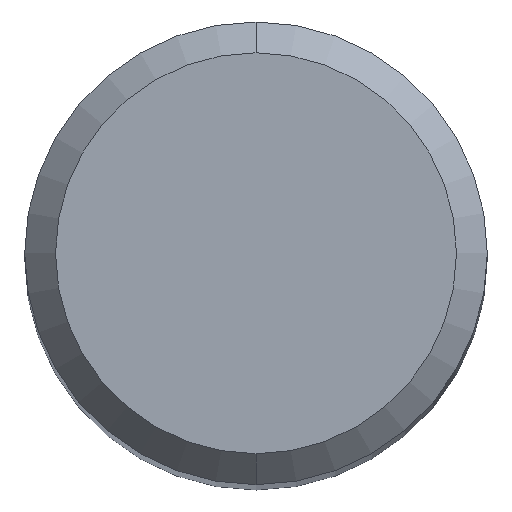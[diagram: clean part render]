
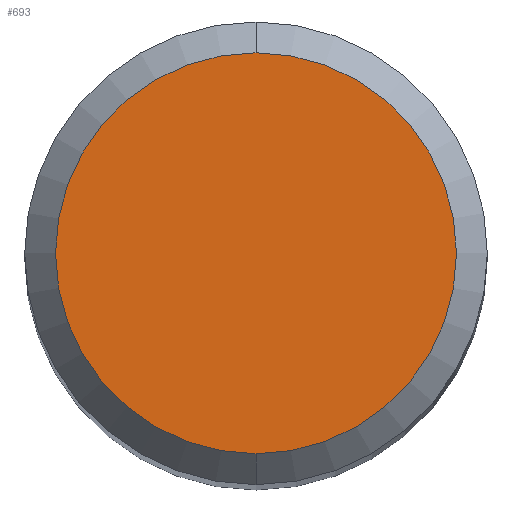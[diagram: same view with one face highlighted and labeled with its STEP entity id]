
A CAD part, top view. The second image highlights one B-rep face of the part: STEP entity #693.
In plain terms, the highlighted planar face has unit normal (0, 0, 1).
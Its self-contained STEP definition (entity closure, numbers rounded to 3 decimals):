
#491=VERTEX_POINT('',#1211);
#523=EDGE_CURVE('',#491,#587,#1245,.T.);
#529=EDGE_CURVE('',#587,#491,#1252,.T.);
#587=VERTEX_POINT('',#1312);
#693=ADVANCED_FACE('',(#1431),#1432,.T.);
#1211=CARTESIAN_POINT('',(0.0,2.6,0.0));
#1245=CIRCLE('',#2629,2.6);
#1252=CIRCLE('',#2637,2.6);
#1312=CARTESIAN_POINT('',(0.,-2.6,0.0));
#1431=FACE_OUTER_BOUND('',#3717,.T.);
#1432=PLANE('',#3718);
#2629=AXIS2_PLACEMENT_3D('',#6705,#6706,#6707);
#2637=AXIS2_PLACEMENT_3D('',#6716,#6717,#6718);
#3717=EDGE_LOOP('',(#6913,#6914));
#3718=AXIS2_PLACEMENT_3D('',#6915,#6916,#6917);
#6705=CARTESIAN_POINT('',(0.0,0.0,0.0));
#6706=DIRECTION('',(0.0,0.0,-1.0));
#6707=DIRECTION('',(0.0,1.0,0.0));
#6716=CARTESIAN_POINT('',(0.0,0.0,0.0));
#6717=DIRECTION('',(0.0,0.0,-1.0));
#6718=DIRECTION('',(0.0,1.0,0.0));
#6913=ORIENTED_EDGE('',*,*,#523,.F.);
#6914=ORIENTED_EDGE('',*,*,#529,.F.);
#6915=CARTESIAN_POINT('',(0.0,1.3,0.0));
#6916=DIRECTION('',(-0.0,0.0,1.0));
#6917=DIRECTION('',(0.0,-1.0,0.0));
